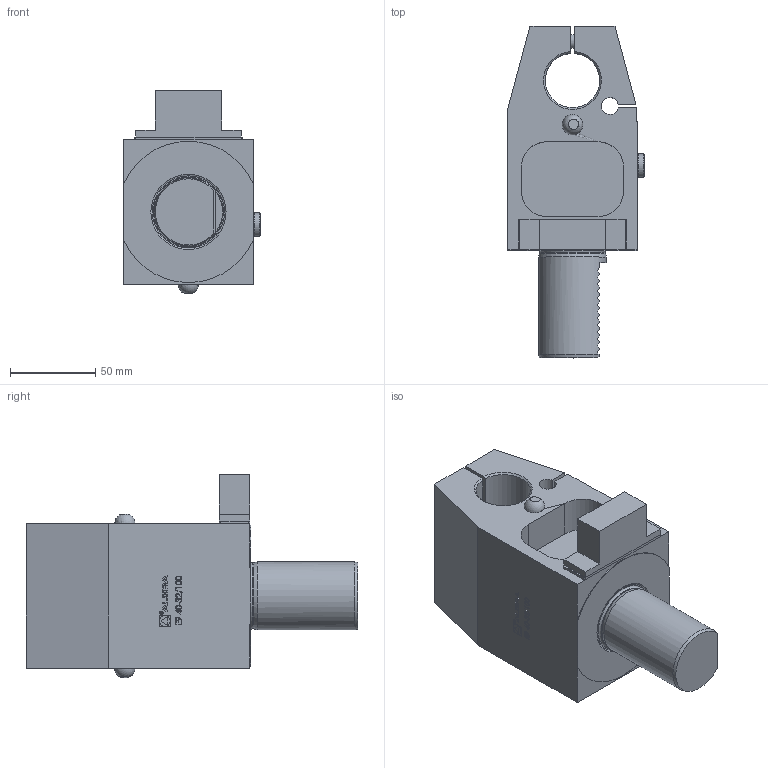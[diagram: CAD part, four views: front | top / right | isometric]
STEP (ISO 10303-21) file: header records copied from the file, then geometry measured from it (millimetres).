
FILE_DESCRIPTION (( 'STEP AP214' ), '1' );
FILE_NAME ('E940-32100.STEP', '2025-07-10T14:29:09', ( '' ), ( '' ), 'SwSTEP 2.0', 'SolidWorks 2023', '' );
FILE_SCHEMA (( 'AUTOMOTIVE_DESIGN' ));
Length unit declared in the file: millimetre
Products named in the file (1): E940-32100
Bounding box: 80.15 x 195 x 119.6 mm (x, y, z)
Volume: 709540.3 mm3; surface area: 85529.2 mm2
Topology: 1 solids, 1 shells, 381 faces, 1015 edges, 675 vertices
Faces by surface type: plane 244, cylinder 64, bspline 61, cone 6, torus 3, sphere 3
Full cylindrical faces by diameter (mm): 1.7 x1, 2.1 x1, 4 x2, 6.366 x1, 8 x3, 12 x1, 13.8 x1, 38.7 x1, 40 x1
Entity records: 18175 total; most frequent: CARTESIAN_POINT 6819, ORIENTED_EDGE 1960, DIRECTION 1526, EDGE_CURVE 980, VERTEX_POINT 661, VECTOR 654, LINE 654, EDGE_LOOP 449
